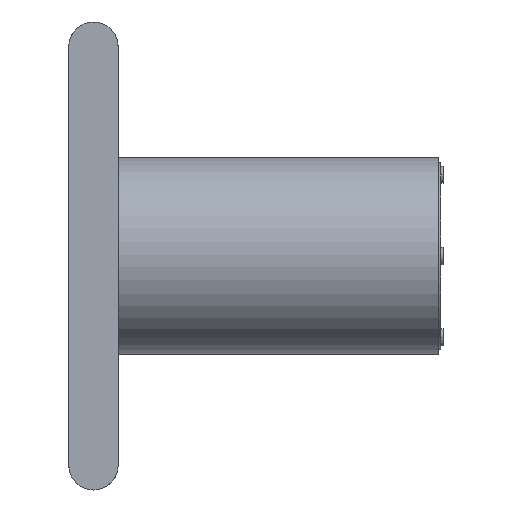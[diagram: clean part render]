
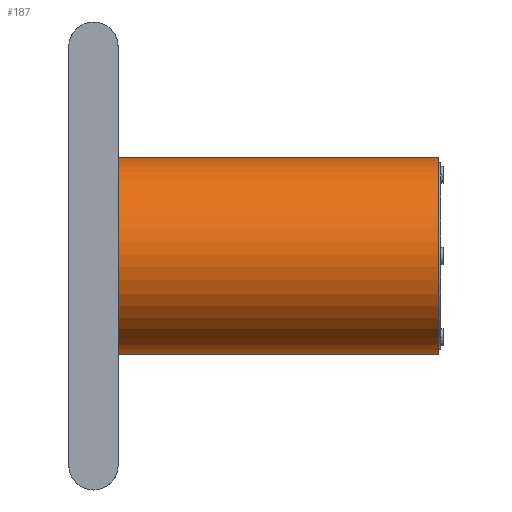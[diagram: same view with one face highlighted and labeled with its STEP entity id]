
A CAD part, left-side view. The second image highlights one B-rep face of the part: STEP entity #187.
In plain terms, the highlighted free-form (B-spline) face has degree [2, 1] with [5, 2] control points.
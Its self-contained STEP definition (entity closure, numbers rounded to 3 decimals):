
#187=ADVANCED_FACE('',(#325),#2054,.T.);
#325=FACE_OUTER_BOUND('',#476,.T.);
#476=EDGE_LOOP('',(#1022,#1023,#1024,#1025));
#1022=ORIENTED_EDGE('',*,*,#1415,.F.);
#1023=ORIENTED_EDGE('',*,*,#1416,.F.);
#1024=ORIENTED_EDGE('',*,*,#1417,.T.);
#1025=ORIENTED_EDGE('',*,*,#1418,.T.);
#1415=EDGE_CURVE('',#1974,#1975,#1728,.T.);
#1416=EDGE_CURVE('',#1976,#1974,#1760,.T.);
#1417=EDGE_CURVE('',#1976,#1977,#1729,.T.);
#1418=EDGE_CURVE('',#1977,#1975,#1761,.T.);
#1728=B_SPLINE_CURVE_WITH_KNOTS('',1,(#3736,#3737),.UNSPECIFIED.,.F.,.F.,
(2,2),(0.,650.),.UNSPECIFIED.);
#1729=B_SPLINE_CURVE_WITH_KNOTS('',1,(#3743,#3744),.UNSPECIFIED.,.F.,.F.,
(2,2),(0.,650.),.UNSPECIFIED.);
#1760=(
BOUNDED_CURVE()
B_SPLINE_CURVE(2,(#3738,#3739,#3740,#3741,#3742),.UNSPECIFIED.,.F.,.F.)
B_SPLINE_CURVE_WITH_KNOTS((3,2,3),(0.,314.159,628.319),
 .UNSPECIFIED.)
CURVE()
GEOMETRIC_REPRESENTATION_ITEM()
RATIONAL_B_SPLINE_CURVE((1.,0.707,1.,0.707,1.))
REPRESENTATION_ITEM('')
);
#1761=(
BOUNDED_CURVE()
B_SPLINE_CURVE(2,(#3745,#3746,#3747,#3748,#3749),.UNSPECIFIED.,.F.,.F.)
B_SPLINE_CURVE_WITH_KNOTS((3,2,3),(0.,314.159,628.319),
 .UNSPECIFIED.)
CURVE()
GEOMETRIC_REPRESENTATION_ITEM()
RATIONAL_B_SPLINE_CURVE((1.,0.707,1.,0.707,1.))
REPRESENTATION_ITEM('')
);
#1974=VERTEX_POINT('',#3716);
#1975=VERTEX_POINT('',#3717);
#1976=VERTEX_POINT('',#3718);
#1977=VERTEX_POINT('',#3719);
#2054=(
BOUNDED_SURFACE()
B_SPLINE_SURFACE(2,1,((#3610,#3611),(#3612,#3613),(#3614,#3615),(#3616,
#3617),(#3618,#3619)),.UNSPECIFIED.,.F.,.F.,.F.)
B_SPLINE_SURFACE_WITH_KNOTS((3,2,3),(2,2),(1.571,3.142,
4.712),(0.,650.),.UNSPECIFIED.)
GEOMETRIC_REPRESENTATION_ITEM()
RATIONAL_B_SPLINE_SURFACE(((1.,1.),(0.707,0.707),
(1.,1.),(0.707,0.707),(1.,1.)))
REPRESENTATION_ITEM('')
SURFACE()
);
#3610=CARTESIAN_POINT('',(-750.,-650.,-200.));
#3611=CARTESIAN_POINT('',(-750.,0.,-200.));
#3612=CARTESIAN_POINT('',(-950.,-650.,-200.));
#3613=CARTESIAN_POINT('',(-950.,0.,-200.));
#3614=CARTESIAN_POINT('',(-950.,-650.,0.));
#3615=CARTESIAN_POINT('',(-950.,0.,0.));
#3616=CARTESIAN_POINT('',(-950.,-650.,200.));
#3617=CARTESIAN_POINT('',(-950.,0.,200.));
#3618=CARTESIAN_POINT('',(-750.,-650.,200.));
#3619=CARTESIAN_POINT('',(-750.,0.,200.));
#3716=CARTESIAN_POINT('',(-750.,-650.,-200.));
#3717=CARTESIAN_POINT('',(-750.,0.,-200.));
#3718=CARTESIAN_POINT('',(-750.,-650.,200.));
#3719=CARTESIAN_POINT('',(-750.,0.,200.));
#3736=CARTESIAN_POINT('',(-750.,-650.,-200.));
#3737=CARTESIAN_POINT('',(-750.,0.,-200.));
#3738=CARTESIAN_POINT('',(-750.,-650.,200.));
#3739=CARTESIAN_POINT('',(-950.,-650.,200.));
#3740=CARTESIAN_POINT('',(-950.,-650.,0.));
#3741=CARTESIAN_POINT('',(-950.,-650.,-200.));
#3742=CARTESIAN_POINT('',(-750.,-650.,-200.));
#3743=CARTESIAN_POINT('',(-750.,-650.,200.));
#3744=CARTESIAN_POINT('',(-750.,0.,200.));
#3745=CARTESIAN_POINT('',(-750.,0.,200.));
#3746=CARTESIAN_POINT('',(-950.,0.,200.));
#3747=CARTESIAN_POINT('',(-950.,0.,0.));
#3748=CARTESIAN_POINT('',(-950.,0.,-200.));
#3749=CARTESIAN_POINT('',(-750.,0.,-200.));
